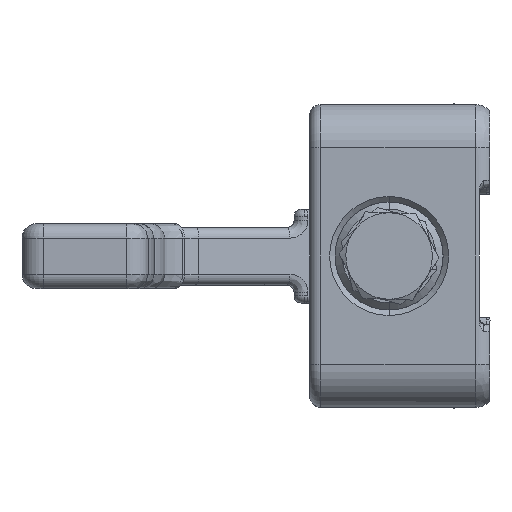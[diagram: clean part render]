
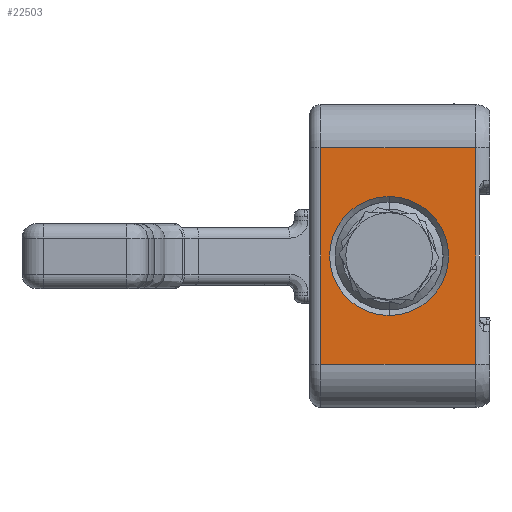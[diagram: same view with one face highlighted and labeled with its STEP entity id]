
A CAD part, left-side view. The second image highlights one B-rep face of the part: STEP entity #22503.
In plain terms, the highlighted planar face has unit normal (-1, 0, 0).
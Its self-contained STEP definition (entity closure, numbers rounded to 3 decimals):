
#2028 = FACE_OUTER_BOUND ( 'NONE', #69342, .T. ) ;
#2586 = EDGE_CURVE ( 'NONE', #54673, #49901, #19926, .T. ) ;
#3452 = DIRECTION ( 'NONE',  ( 1., 0., 0. ) ) ;
#3476 = AXIS2_PLACEMENT_3D ( 'NONE', #38755, #3452, #44666 ) ;
#4271 = VECTOR ( 'NONE', #70023, 1000. ) ;
#6066 = ORIENTED_EDGE ( 'NONE', *, *, #13191, .T. ) ;
#9533 = CARTESIAN_POINT ( 'NONE',  ( -127., 5., 30. ) ) ;
#13191 = EDGE_CURVE ( 'NONE', #22676, #17471, #57127, .T. ) ;
#13820 = DIRECTION ( 'NONE',  ( 1., 0., 0. ) ) ;
#16181 = ORIENTED_EDGE ( 'NONE', *, *, #2586, .F. ) ;
#16198 = DIRECTION ( 'NONE',  ( 0., 0., -1. ) ) ;
#17471 = VERTEX_POINT ( 'NONE', #25926 ) ;
#18355 = LINE ( 'NONE', #73770, #47856 ) ;
#19926 = LINE ( 'NONE', #28789, #4271 ) ;
#20397 = EDGE_CURVE ( 'NONE', #57226, #21578, #54714, .T. ) ;
#21578 = VERTEX_POINT ( 'NONE', #52629 ) ;
#22503 = ADVANCED_FACE ( 'NONE', ( #47191, #2028 ), #72556, .F. ) ;
#22676 = VERTEX_POINT ( 'NONE', #51131 ) ;
#23390 = VECTOR ( 'NONE', #16198, 1000. ) ;
#24933 = LINE ( 'NONE', #73616, #70087 ) ;
#25042 = EDGE_CURVE ( 'NONE', #49901, #21578, #18355, .T. ) ;
#25416 = CARTESIAN_POINT ( 'NONE',  ( -127., 5., 30. ) ) ;
#25926 = CARTESIAN_POINT ( 'NONE',  ( -127., 29., -16.5 ) ) ;
#28533 = DIRECTION ( 'NONE',  ( 1., 0., 0. ) ) ;
#28789 = CARTESIAN_POINT ( 'NONE',  ( -127., 5., 0. ) ) ;
#30081 = ORIENTED_EDGE ( 'NONE', *, *, #20397, .T. ) ;
#32998 = EDGE_CURVE ( 'NONE', #54673, #57226, #24933, .T. ) ;
#38755 = CARTESIAN_POINT ( 'NONE',  ( -127., 29., 0. ) ) ;
#42019 = ORIENTED_EDGE ( 'NONE', *, *, #50622, .T. ) ;
#44666 = DIRECTION ( 'NONE',  ( 0., 0., -1. ) ) ;
#44822 = CIRCLE ( 'NONE', #57254, 16.5 ) ;
#47191 = FACE_BOUND ( 'NONE', #64155, .T. ) ;
#47856 = VECTOR ( 'NONE', #50277, 1000. ) ;
#48146 = ORIENTED_EDGE ( 'NONE', *, *, #32998, .T. ) ;
#49901 = VERTEX_POINT ( 'NONE', #61631 ) ;
#50277 = DIRECTION ( 'NONE',  ( 0., 1., 0. ) ) ;
#50622 = EDGE_CURVE ( 'NONE', #17471, #22676, #44822, .T. ) ;
#51055 = ORIENTED_EDGE ( 'NONE', *, *, #25042, .F. ) ;
#51131 = CARTESIAN_POINT ( 'NONE',  ( -127., 29., 16.5 ) ) ;
#52629 = CARTESIAN_POINT ( 'NONE',  ( -127., 47.999, -30. ) ) ;
#54673 = VERTEX_POINT ( 'NONE', #9533 ) ;
#54714 = LINE ( 'NONE', #57409, #23390 ) ;
#55032 = DIRECTION ( 'NONE',  ( 0., 0., -1. ) ) ;
#57127 = CIRCLE ( 'NONE', #3476, 16.5 ) ;
#57226 = VERTEX_POINT ( 'NONE', #59892 ) ;
#57254 = AXIS2_PLACEMENT_3D ( 'NONE', #63854, #28533, #69751 ) ;
#57409 = CARTESIAN_POINT ( 'NONE',  ( -127., 47.999, -30. ) ) ;
#59892 = CARTESIAN_POINT ( 'NONE',  ( -127., 47.999, 30. ) ) ;
#60713 = AXIS2_PLACEMENT_3D ( 'NONE', #25416, #13820, #55032 ) ;
#61631 = CARTESIAN_POINT ( 'NONE',  ( -127., 5., -30. ) ) ;
#63854 = CARTESIAN_POINT ( 'NONE',  ( -127., 29., 0. ) ) ;
#64155 = EDGE_LOOP ( 'NONE', ( #6066, #42019 ) ) ;
#67933 = DIRECTION ( 'NONE',  ( 0., 1., 0. ) ) ;
#69342 = EDGE_LOOP ( 'NONE', ( #48146, #30081, #51055, #16181 ) ) ;
#69751 = DIRECTION ( 'NONE',  ( 0., 0., -1. ) ) ;
#70023 = DIRECTION ( 'NONE',  ( 0., 0., -1. ) ) ;
#70087 = VECTOR ( 'NONE', #67933, 1000. ) ;
#72556 = PLANE ( 'NONE',  #60713 ) ;
#73616 = CARTESIAN_POINT ( 'NONE',  ( -127., 26.5, 30. ) ) ;
#73770 = CARTESIAN_POINT ( 'NONE',  ( -127., 26.5, -30. ) ) ;
